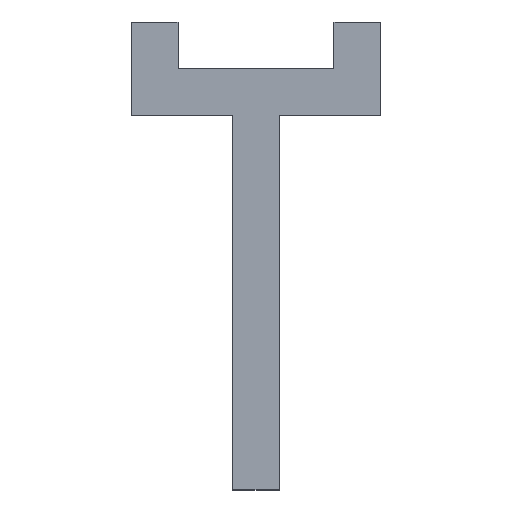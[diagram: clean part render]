
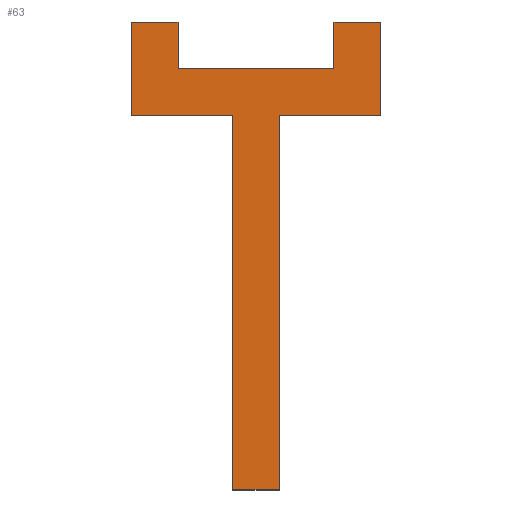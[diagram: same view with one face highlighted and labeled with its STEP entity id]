
A CAD part, top view. The second image highlights one B-rep face of the part: STEP entity #63.
In plain terms, the highlighted planar face has unit normal (0, 0, 1).
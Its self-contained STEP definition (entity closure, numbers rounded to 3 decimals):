
#4 = VERTEX_POINT ( 'NONE', #338 ) ;
#22 = ORIENTED_EDGE ( 'NONE', *, *, #95, .T. ) ;
#25 = ORIENTED_EDGE ( 'NONE', *, *, #545, .T. ) ;
#26 = DIRECTION ( 'NONE',  ( -1., 0., 0. ) ) ;
#36 = CARTESIAN_POINT ( 'NONE',  ( -20., 60., 7.5 ) ) ;
#63 = ADVANCED_FACE ( 'NONE', ( #125 ), #224, .F. ) ;
#80 = VECTOR ( 'NONE', #185, 1000. ) ;
#83 = DIRECTION ( 'NONE',  ( 1., 0., 0. ) ) ;
#85 = LINE ( 'NONE', #459, #569 ) ;
#92 = CARTESIAN_POINT ( 'NONE',  ( 3.75, 0., 7.5 ) ) ;
#93 = VERTEX_POINT ( 'NONE', #609 ) ;
#95 = EDGE_CURVE ( 'NONE', #477, #544, #215, .T. ) ;
#114 = ORIENTED_EDGE ( 'NONE', *, *, #269, .T. ) ;
#115 = CARTESIAN_POINT ( 'NONE',  ( 20., 60., 7.5 ) ) ;
#125 = FACE_OUTER_BOUND ( 'NONE', #603, .T. ) ;
#138 = LINE ( 'NONE', #92, #369 ) ;
#144 = VERTEX_POINT ( 'NONE', #516 ) ;
#152 = ORIENTED_EDGE ( 'NONE', *, *, #198, .T. ) ;
#157 = VECTOR ( 'NONE', #557, 1000. ) ;
#163 = DIRECTION ( 'NONE',  ( 0., 0., -1. ) ) ;
#165 = CARTESIAN_POINT ( 'NONE',  ( 12.5, 67.5, 7.5 ) ) ;
#166 = DIRECTION ( 'NONE',  ( 1., 0., 0. ) ) ;
#168 = ORIENTED_EDGE ( 'NONE', *, *, #392, .T. ) ;
#169 = EDGE_CURVE ( 'NONE', #520, #330, #422, .T. ) ;
#172 = VECTOR ( 'NONE', #26, 1000. ) ;
#175 = EDGE_CURVE ( 'NONE', #93, #477, #138, .T. ) ;
#185 = DIRECTION ( 'NONE',  ( 0., -1., 0. ) ) ;
#188 = CARTESIAN_POINT ( 'NONE',  ( -20., 60., 7.5 ) ) ;
#193 = ORIENTED_EDGE ( 'NONE', *, *, #584, .T. ) ;
#198 = EDGE_CURVE ( 'NONE', #144, #481, #625, .T. ) ;
#199 = ORIENTED_EDGE ( 'NONE', *, *, #175, .T. ) ;
#210 = AXIS2_PLACEMENT_3D ( 'NONE', #413, #163, #452 ) ;
#211 = LINE ( 'NONE', #441, #172 ) ;
#215 = LINE ( 'NONE', #605, #588 ) ;
#216 = LINE ( 'NONE', #115, #540 ) ;
#222 = EDGE_CURVE ( 'NONE', #330, #93, #475, .T. ) ;
#224 = PLANE ( 'NONE',  #210 ) ;
#229 = CARTESIAN_POINT ( 'NONE',  ( -20., 75., 7.5 ) ) ;
#233 = LINE ( 'NONE', #464, #80 ) ;
#246 = CARTESIAN_POINT ( 'NONE',  ( 12.5, 75., 7.5 ) ) ;
#254 = ORIENTED_EDGE ( 'NONE', *, *, #169, .T. ) ;
#267 = LINE ( 'NONE', #355, #391 ) ;
#269 = EDGE_CURVE ( 'NONE', #481, #620, #343, .T. ) ;
#275 = VECTOR ( 'NONE', #377, 1000. ) ;
#298 = LINE ( 'NONE', #541, #622 ) ;
#312 = VECTOR ( 'NONE', #337, 1000. ) ;
#313 = CARTESIAN_POINT ( 'NONE',  ( 12.5, 75., 7.5 ) ) ;
#330 = VERTEX_POINT ( 'NONE', #347 ) ;
#337 = DIRECTION ( 'NONE',  ( -1., 0., 0. ) ) ;
#338 = CARTESIAN_POINT ( 'NONE',  ( -12.5, 67.5, 7.5 ) ) ;
#340 = DIRECTION ( 'NONE',  ( 0., -1., 0. ) ) ;
#343 = LINE ( 'NONE', #246, #312 ) ;
#345 = VERTEX_POINT ( 'NONE', #165 ) ;
#347 = CARTESIAN_POINT ( 'NONE',  ( -3.75, 60., 7.5 ) ) ;
#348 = EDGE_CURVE ( 'NONE', #606, #555, #298, .T. ) ;
#355 = CARTESIAN_POINT ( 'NONE',  ( -12.5, 67.5, 7.5 ) ) ;
#366 = CARTESIAN_POINT ( 'NONE',  ( 3.75, 0., 7.5 ) ) ;
#367 = CARTESIAN_POINT ( 'NONE',  ( 20., 75., 7.5 ) ) ;
#369 = VECTOR ( 'NONE', #83, 1000. ) ;
#377 = DIRECTION ( 'NONE',  ( 1., 0., 0. ) ) ;
#378 = CARTESIAN_POINT ( 'NONE',  ( -12.5, 75., 7.5 ) ) ;
#386 = ORIENTED_EDGE ( 'NONE', *, *, #479, .T. ) ;
#391 = VECTOR ( 'NONE', #546, 1000. ) ;
#392 = EDGE_CURVE ( 'NONE', #345, #4, #211, .T. ) ;
#393 = CARTESIAN_POINT ( 'NONE',  ( -3.75, 60., 7.5 ) ) ;
#404 = DIRECTION ( 'NONE',  ( 0., 1., 0. ) ) ;
#413 = CARTESIAN_POINT ( 'NONE',  ( 0., 0., 7.5 ) ) ;
#415 = DIRECTION ( 'NONE',  ( 0., -1., 0. ) ) ;
#422 = LINE ( 'NONE', #188, #275 ) ;
#441 = CARTESIAN_POINT ( 'NONE',  ( 12.5, 67.5, 7.5 ) ) ;
#443 = ORIENTED_EDGE ( 'NONE', *, *, #348, .T. ) ;
#452 = DIRECTION ( 'NONE',  ( -1., 0., 0. ) ) ;
#455 = CARTESIAN_POINT ( 'NONE',  ( 20., 75., 7.5 ) ) ;
#459 = CARTESIAN_POINT ( 'NONE',  ( -20., 75., 7.5 ) ) ;
#464 = CARTESIAN_POINT ( 'NONE',  ( 12.5, 75., 7.5 ) ) ;
#467 = ORIENTED_EDGE ( 'NONE', *, *, #474, .T. ) ;
#474 = EDGE_CURVE ( 'NONE', #544, #144, #216, .T. ) ;
#475 = LINE ( 'NONE', #393, #525 ) ;
#477 = VERTEX_POINT ( 'NONE', #366 ) ;
#479 = EDGE_CURVE ( 'NONE', #4, #606, #267, .T. ) ;
#481 = VERTEX_POINT ( 'NONE', #455 ) ;
#489 = DIRECTION ( 'NONE',  ( -1., 0., 0. ) ) ;
#502 = ORIENTED_EDGE ( 'NONE', *, *, #222, .T. ) ;
#516 = CARTESIAN_POINT ( 'NONE',  ( 20., 60., 7.5 ) ) ;
#520 = VERTEX_POINT ( 'NONE', #36 ) ;
#525 = VECTOR ( 'NONE', #340, 1000. ) ;
#540 = VECTOR ( 'NONE', #166, 1000. ) ;
#541 = CARTESIAN_POINT ( 'NONE',  ( -12.5, 75., 7.5 ) ) ;
#544 = VERTEX_POINT ( 'NONE', #567 ) ;
#545 = EDGE_CURVE ( 'NONE', #555, #520, #85, .T. ) ;
#546 = DIRECTION ( 'NONE',  ( 0., 1., 0. ) ) ;
#555 = VERTEX_POINT ( 'NONE', #229 ) ;
#557 = DIRECTION ( 'NONE',  ( 0., 1., 0. ) ) ;
#567 = CARTESIAN_POINT ( 'NONE',  ( 3.75, 60., 7.5 ) ) ;
#569 = VECTOR ( 'NONE', #415, 1000. ) ;
#584 = EDGE_CURVE ( 'NONE', #620, #345, #233, .T. ) ;
#588 = VECTOR ( 'NONE', #404, 1000. ) ;
#603 = EDGE_LOOP ( 'NONE', ( #193, #168, #386, #443, #25, #254, #502, #199, #22, #467, #152, #114 ) ) ;
#605 = CARTESIAN_POINT ( 'NONE',  ( 3.75, 60., 7.5 ) ) ;
#606 = VERTEX_POINT ( 'NONE', #378 ) ;
#609 = CARTESIAN_POINT ( 'NONE',  ( -3.75, 0., 7.5 ) ) ;
#620 = VERTEX_POINT ( 'NONE', #313 ) ;
#622 = VECTOR ( 'NONE', #489, 1000. ) ;
#625 = LINE ( 'NONE', #367, #157 ) ;
